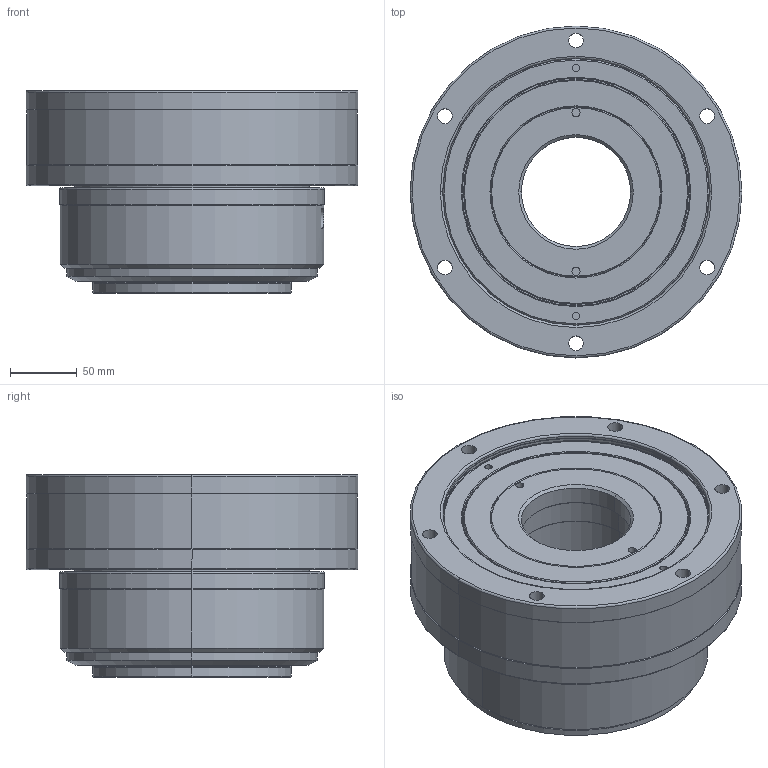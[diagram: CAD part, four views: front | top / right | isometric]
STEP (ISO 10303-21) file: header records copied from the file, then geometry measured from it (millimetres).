
FILE_DESCRIPTION (( 'STEP AP203' ), '1' );
FILE_NAME ('JAP210-B80.STEP', '2017-12-04T05:56:43', ( '' ), ( '' ), 'SwSTEP 2.0', 'SolidWorks 2016', '' );
FILE_SCHEMA (( 'CONFIG_CONTROL_DESIGN' ));
Length unit declared in the file: millimetre
Products named in the file (14): JAP210-B80_11_菁啣蹟簽; JAP210-B80_12_菁啣; JAP210-B80_7_嵞創蹟簽; JAP210-B80_2_上活塞; JAP210-B80_3_路啣; JAP210-B80_6_嵞創え; JAP210-B80_4_下活塞; JAP210-B80; JAP210-B80_8_賑杶; JAP210-B80_13_菁啣苤蹟緲; JAP210-B80_9_掛闚; JAP210-B80_5_髺赽; JAP210-B80_10_醱啣; JAP210-B80_1_菁啣
Assembly tree (13 placements, depth 2):
  JAP210-B80
    JAP210-B80_1_菁啣
    JAP210-B80_2_上活塞
    JAP210-B80_3_路啣
    JAP210-B80_4_下活塞
    JAP210-B80_5_髺赽
    JAP210-B80_6_嵞創え
    JAP210-B80_7_嵞創蹟簽
    JAP210-B80_8_賑杶
    JAP210-B80_9_掛闚
    JAP210-B80_10_醱啣
    JAP210-B80_11_菁啣蹟簽
    JAP210-B80_12_菁啣
    JAP210-B80_13_菁啣苤蹟緲
Bounding box: 247.7 x 247.7 x 151.5 mm (x, y, z)
Volume: 4202887.7 mm3; surface area: 846550.4 mm2
Topology: 13 solids, 13 shells, 867 faces, 1958 edges, 1178 vertices
Faces by surface type: cylinder 436, cone 157, plane 144, torus 130
Entity records: 29747 total; most frequent: CARTESIAN_POINT 8214, DIRECTION 4579, ORIENTED_EDGE 3852, AXIS2_PLACEMENT_3D 1977, EDGE_CURVE 1926, VERTEX_POINT 1178, EDGE_LOOP 1120, CIRCLE 1094
